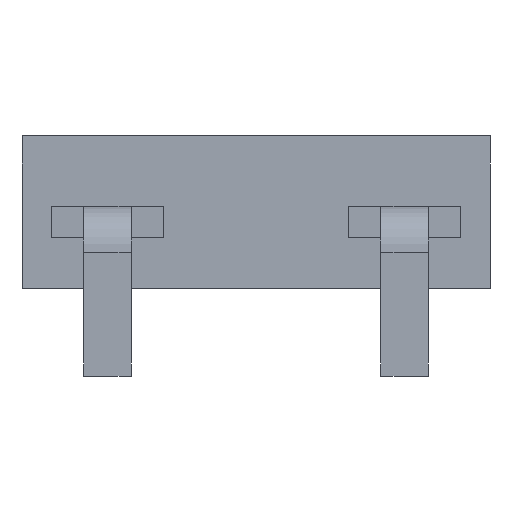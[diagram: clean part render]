
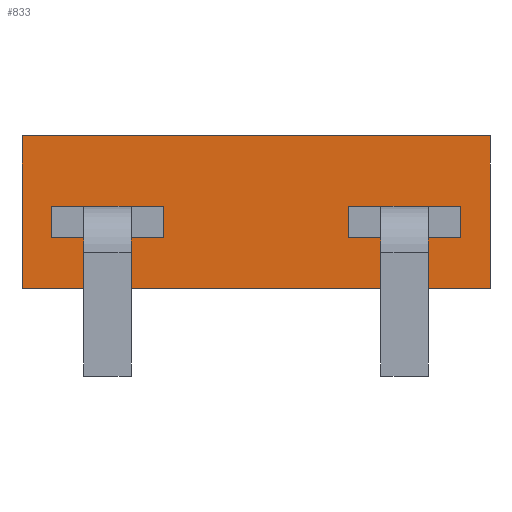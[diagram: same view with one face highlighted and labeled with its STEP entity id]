
A CAD part, front view. The second image highlights one B-rep face of the part: STEP entity #833.
In plain terms, the highlighted planar face has unit normal (0, -1, 0).
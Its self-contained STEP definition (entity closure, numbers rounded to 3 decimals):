
#60=FACE_OUTER_BOUND('',#115,.T.);
#115=EDGE_LOOP('',(#603,#604,#605,#606));
#172=LINE('',#1208,#275);
#177=LINE('',#1223,#280);
#179=LINE('',#1226,#282);
#180=LINE('',#1228,#283);
#275=VECTOR('',#974,5.21);
#280=VECTOR('',#989,5.21);
#282=VECTOR('',#993,16.);
#283=VECTOR('',#996,16.);
#373=VERTEX_POINT('',#1205);
#374=VERTEX_POINT('',#1207);
#378=VERTEX_POINT('',#1220);
#379=VERTEX_POINT('',#1222);
#454=EDGE_CURVE('',#374,#373,#172,.T.);
#461=EDGE_CURVE('',#379,#378,#177,.T.);
#463=EDGE_CURVE('',#378,#374,#179,.T.);
#464=EDGE_CURVE('',#373,#379,#180,.T.);
#603=ORIENTED_EDGE('',*,*,#464,.T.);
#604=ORIENTED_EDGE('',*,*,#461,.T.);
#605=ORIENTED_EDGE('',*,*,#463,.T.);
#606=ORIENTED_EDGE('',*,*,#454,.T.);
#786=PLANE('',#893);
#833=ADVANCED_FACE('',(#60),#786,.F.);
#893=AXIS2_PLACEMENT_3D('',#1229,#997,#998);
#974=DIRECTION('',(0.,0.,1.));
#989=DIRECTION('',(0.,0.,-1.));
#993=DIRECTION('',(1.,0.,0.));
#996=DIRECTION('',(-1.,0.,0.));
#997=DIRECTION('center_axis',(0.,1.,0.));
#998=DIRECTION('ref_axis',(-1.,0.,0.));
#1205=CARTESIAN_POINT('',(8.,6.63,5.21));
#1207=CARTESIAN_POINT('',(8.,6.63,0.));
#1208=CARTESIAN_POINT('',(8.,6.63,0.));
#1220=CARTESIAN_POINT('',(-8.,6.63,0.));
#1222=CARTESIAN_POINT('',(-8.,6.63,5.21));
#1223=CARTESIAN_POINT('',(-8.,6.63,5.21));
#1226=CARTESIAN_POINT('',(-8.,6.63,0.));
#1228=CARTESIAN_POINT('',(8.,6.63,5.21));
#1229=CARTESIAN_POINT('Origin',(0.,6.63,2.605));
